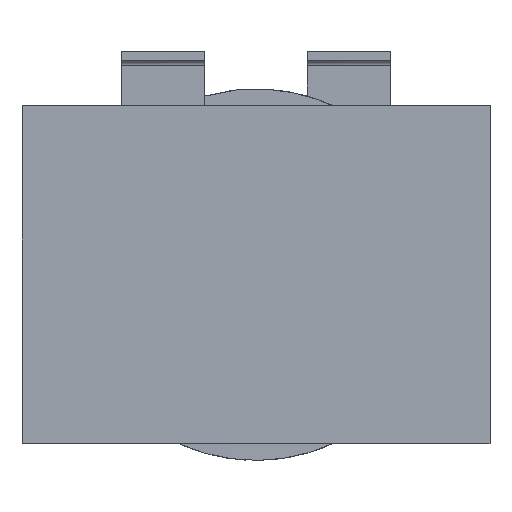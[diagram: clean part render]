
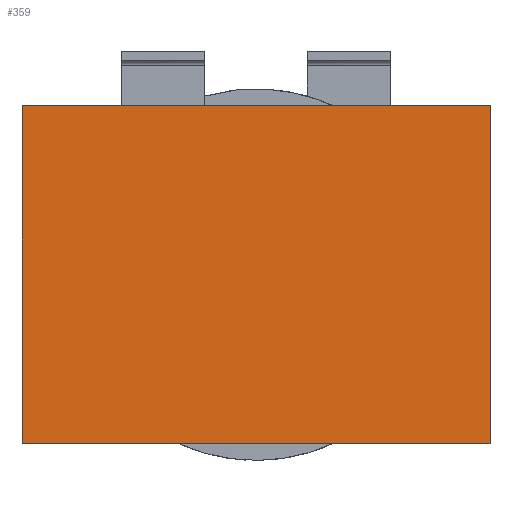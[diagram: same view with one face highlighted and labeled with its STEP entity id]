
A CAD part, top view. The second image highlights one B-rep face of the part: STEP entity #359.
In plain terms, the highlighted face is planar.
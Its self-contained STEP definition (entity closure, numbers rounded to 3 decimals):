
#359 = ADVANCED_FACE( '', ( #715 ), #716, .T. );
#715 = FACE_OUTER_BOUND( '', #1750, .T. );
#716 = PLANE( '', #1751 );
#1750 = EDGE_LOOP( '', ( #2941, #2942, #2943, #2944 ) );
#1751 = AXIS2_PLACEMENT_3D( '', #2945, #2946, #2947 );
#2941 = ORIENTED_EDGE( '', *, *, #3491, .T. );
#2942 = ORIENTED_EDGE( '', *, *, #3784, .T. );
#2943 = ORIENTED_EDGE( '', *, *, #3692, .T. );
#2944 = ORIENTED_EDGE( '', *, *, #3581, .T. );
#2945 = CARTESIAN_POINT( '', ( 0., 0., 0. ) );
#2946 = DIRECTION( '', ( 0., 0., -1. ) );
#2947 = DIRECTION( '', ( -1., 0., 0. ) );
#3491 = EDGE_CURVE( '', #3970, #3971, #3972, .T. );
#3581 = EDGE_CURVE( '', #4121, #3970, #4122, .T. );
#3692 = EDGE_CURVE( '', #4293, #4121, #4294, .T. );
#3784 = EDGE_CURVE( '', #3971, #4293, #4422, .T. );
#3970 = VERTEX_POINT( '', #4894 );
#3971 = VERTEX_POINT( '', #4895 );
#3972 = LINE( '', #4896, #4897 );
#4121 = VERTEX_POINT( '', #5203 );
#4122 = LINE( '', #5204, #5205 );
#4293 = VERTEX_POINT( '', #5773 );
#4294 = LINE( '', #5774, #5775 );
#4422 = LINE( '', #6100, #6101 );
#4894 = CARTESIAN_POINT( '', ( 12.6, 9.1, 0. ) );
#4895 = CARTESIAN_POINT( '', ( 12.6, -9.1, 0. ) );
#4896 = CARTESIAN_POINT( '', ( 12.6, 9.1, 0. ) );
#4897 = VECTOR( '', #6427, 1000. );
#5203 = CARTESIAN_POINT( '', ( -12.6, 9.1, 0. ) );
#5204 = CARTESIAN_POINT( '', ( -12.6, 9.1, 0. ) );
#5205 = VECTOR( '', #6473, 1000. );
#5773 = CARTESIAN_POINT( '', ( -12.6, -9.1, 0. ) );
#5774 = CARTESIAN_POINT( '', ( -12.6, -9.1, 0. ) );
#5775 = VECTOR( '', #6523, 1000. );
#6100 = CARTESIAN_POINT( '', ( 12.6, -9.1, 0. ) );
#6101 = VECTOR( '', #6568, 1000. );
#6427 = DIRECTION( '', ( 0., -1., 0. ) );
#6473 = DIRECTION( '', ( 1., 0., 0. ) );
#6523 = DIRECTION( '', ( 0., 1., 0. ) );
#6568 = DIRECTION( '', ( -1., 0., 0. ) );
